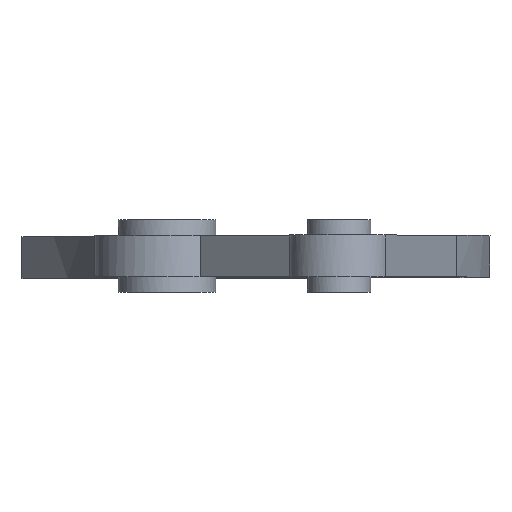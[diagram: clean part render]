
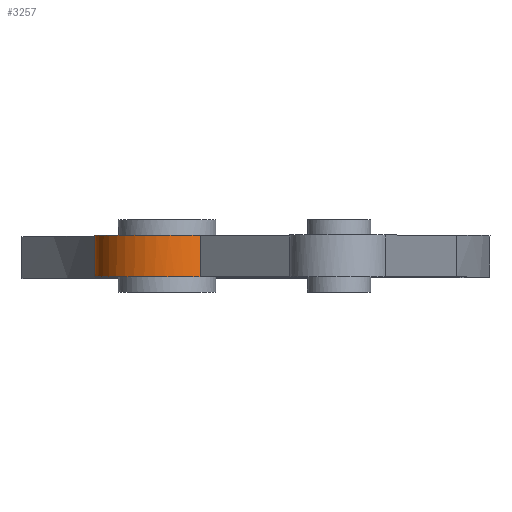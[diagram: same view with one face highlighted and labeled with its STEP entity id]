
A CAD part, top view. The second image highlights one B-rep face of the part: STEP entity #3257.
In plain terms, the highlighted free-form (B-spline) face has degree [2, 1] with [3, 2] control points.
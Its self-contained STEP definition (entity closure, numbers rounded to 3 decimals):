
#2027 = VERTEX_POINT('',#2028);
#2028 = CARTESIAN_POINT('',(31.631,-19.881,
    61.493));
#2033 = EDGE_CURVE('',#2034,#2027,#2036,.T.);
#2034 = VERTEX_POINT('',#2035);
#2035 = CARTESIAN_POINT('',(-66.314,-19.881,
    -19.604));
#2036 = ( BOUNDED_CURVE() B_SPLINE_CURVE(2,(#2037,#2038,#2039),
.UNSPECIFIED.,.F.,.F.) B_SPLINE_CURVE_WITH_KNOTS((3,3),(3.142,
5.475),.PIECEWISE_BEZIER_KNOTS.) CURVE() 
GEOMETRIC_REPRESENTATION_ITEM() RATIONAL_B_SPLINE_CURVE((1.,
0.393,1.)) REPRESENTATION_ITEM('') );
#2037 = CARTESIAN_POINT('',(-66.314,-19.881,
    -19.604));
#2038 = CARTESIAN_POINT('',(-112.151,-19.881,
    135.451));
#2039 = CARTESIAN_POINT('',(31.631,-19.881,
    61.493));
#3234 = EDGE_CURVE('',#3235,#2034,#3237,.T.);
#3235 = VERTEX_POINT('',#3236);
#3236 = CARTESIAN_POINT('',(-66.314,19.881,
    -19.604));
#3237 = B_SPLINE_CURVE_WITH_KNOTS('',1,(#3238,#3239),.UNSPECIFIED.,.F.,
  .F.,(2,2),(0.,46.),.PIECEWISE_BEZIER_KNOTS.);
#3238 = CARTESIAN_POINT('',(-66.314,19.881,
    -19.604));
#3239 = CARTESIAN_POINT('',(-66.314,-19.881,
    -19.604));
#3257 = ADVANCED_FACE('',(#3258),#3275,.T.);
#3258 = FACE_BOUND('',#3259,.T.);
#3259 = EDGE_LOOP('',(#3260,#3261,#3268,#3274));
#3260 = ORIENTED_EDGE('',*,*,#2033,.T.);
#3261 = ORIENTED_EDGE('',*,*,#3262,.F.);
#3262 = EDGE_CURVE('',#3263,#2027,#3265,.T.);
#3263 = VERTEX_POINT('',#3264);
#3264 = CARTESIAN_POINT('',(31.631,19.881,
    61.493));
#3265 = B_SPLINE_CURVE_WITH_KNOTS('',1,(#3266,#3267),.UNSPECIFIED.,.F.,
  .F.,(2,2),(0.,46.),.PIECEWISE_BEZIER_KNOTS.);
#3266 = CARTESIAN_POINT('',(31.631,19.881,
    61.493));
#3267 = CARTESIAN_POINT('',(31.631,-19.881,
    61.493));
#3268 = ORIENTED_EDGE('',*,*,#3269,.T.);
#3269 = EDGE_CURVE('',#3263,#3235,#3270,.T.);
#3270 = ( BOUNDED_CURVE() B_SPLINE_CURVE(2,(#3271,#3272,#3273),
.UNSPECIFIED.,.F.,.F.) B_SPLINE_CURVE_WITH_KNOTS((3,3),(0.808,
3.142),.PIECEWISE_BEZIER_KNOTS.) CURVE() 
GEOMETRIC_REPRESENTATION_ITEM() RATIONAL_B_SPLINE_CURVE((1.,
0.393,1.)) REPRESENTATION_ITEM('') );
#3271 = CARTESIAN_POINT('',(31.631,19.881,
    61.493));
#3272 = CARTESIAN_POINT('',(-112.151,19.881,
    135.451));
#3273 = CARTESIAN_POINT('',(-66.314,19.881,
    -19.604));
#3274 = ORIENTED_EDGE('',*,*,#3234,.T.);
#3275 = ( BOUNDED_SURFACE() B_SPLINE_SURFACE(2,1,(
    (#3276,#3277)
    ,(#3278,#3279)
    ,(#3280,#3281
)),.UNSPECIFIED.,.F.,.F.,.F.) B_SPLINE_SURFACE_WITH_KNOTS((3,3),(2,2),(
    3.142,5.475),(-23.,23.),.PIECEWISE_BEZIER_KNOTS.) 
GEOMETRIC_REPRESENTATION_ITEM() RATIONAL_B_SPLINE_SURFACE((
    (1.,1.)
    ,(0.393,0.393)
,(1.,1.))) REPRESENTATION_ITEM('') SURFACE() );
#3276 = CARTESIAN_POINT('',(-66.314,-19.881,
    -19.604));
#3277 = CARTESIAN_POINT('',(-66.314,19.881,
    -19.604));
#3278 = CARTESIAN_POINT('',(-112.151,-19.881,
    135.451));
#3279 = CARTESIAN_POINT('',(-112.151,19.881,
    135.451));
#3280 = CARTESIAN_POINT('',(31.631,-19.881,
    61.493));
#3281 = CARTESIAN_POINT('',(31.631,19.881,
    61.493));
